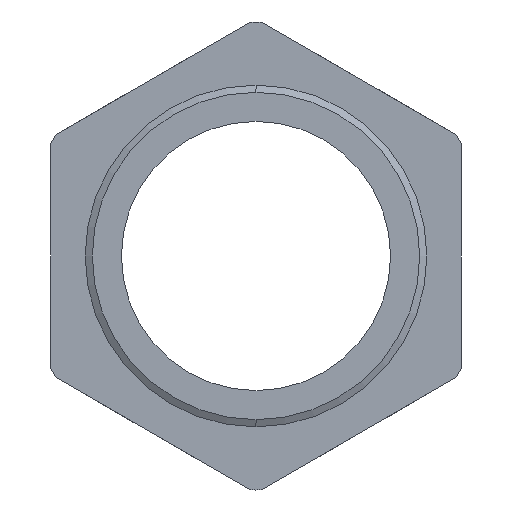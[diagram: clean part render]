
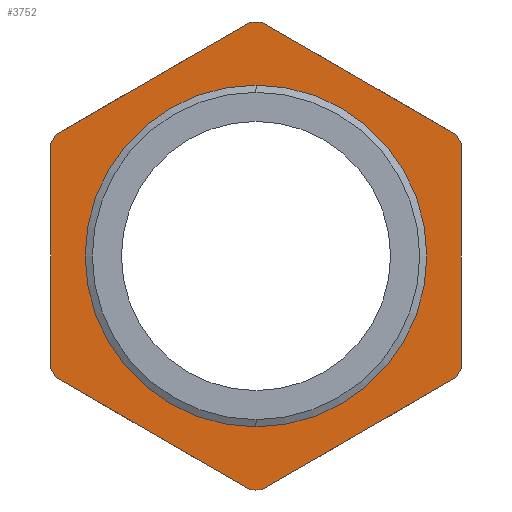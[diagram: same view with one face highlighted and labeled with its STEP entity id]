
A CAD part, front view. The second image highlights one B-rep face of the part: STEP entity #3752.
In plain terms, the highlighted planar face has unit normal (0, -1, 0).
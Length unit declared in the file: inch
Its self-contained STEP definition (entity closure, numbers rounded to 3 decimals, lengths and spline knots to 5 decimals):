
#358 = EDGE_CURVE ( 'NONE', #3432, #3609, #4309, .T. ) ;
#379 = EDGE_CURVE ( 'NONE', #4448, #3584, #4373, .T. ) ;
#406 = EDGE_CURVE ( 'NONE', #3551, #6446, #4441, .T. ) ;
#413 = EDGE_CURVE ( 'NONE', #3445, #3402, #4430, .T. ) ;
#425 = EDGE_CURVE ( 'NONE', #3571, #3372, #4452, .T. ) ;
#444 = EDGE_CURVE ( 'NONE', #3433, #3426, #4527, .T. ) ;
#841 = CARTESIAN_POINT ( 'NONE',  ( -0.01026, 0.26755, -0.45018 ) ) ;
#842 = CARTESIAN_POINT ( 'NONE',  ( 0., 0.26755, -0.4503 ) ) ;
#843 = DIRECTION ( 'NONE',  ( 0., 0., -1. ) ) ;
#844 = DIRECTION ( 'NONE',  ( 0., -1., 0. ) ) ;
#845 = CARTESIAN_POINT ( 'NONE',  ( 0., 0.26755, 0. ) ) ;
#846 = AXIS2_PLACEMENT_3D ( 'NONE', #845, #844, #843 ) ;
#847 = CIRCLE ( 'NONE', #846, 0.4503 ) ;
#911 = CARTESIAN_POINT ( 'NONE',  ( 0.395, 0.26755, 0.21621 ) ) ;
#975 = CARTESIAN_POINT ( 'NONE',  ( 0.01026, 0.26755, -0.45018 ) ) ;
#976 = CARTESIAN_POINT ( 'NONE',  ( 0.38474, 0.26755, 0.23398 ) ) ;
#977 = DIRECTION ( 'NONE',  ( 0., 0., -1. ) ) ;
#978 = DIRECTION ( 'NONE',  ( 0., -1., 0. ) ) ;
#979 = CARTESIAN_POINT ( 'NONE',  ( 0., 0.26755, 0. ) ) ;
#980 = AXIS2_PLACEMENT_3D ( 'NONE', #979, #978, #977 ) ;
#981 = CIRCLE ( 'NONE', #980, 0.4503 ) ;
#984 = CARTESIAN_POINT ( 'NONE',  ( 0.38474, 0.26755, -0.23398 ) ) ;
#1014 = CARTESIAN_POINT ( 'NONE',  ( 0.395, 0.26755, -0.21621 ) ) ;
#1017 = DIRECTION ( 'NONE',  ( 0., 0., -1. ) ) ;
#1018 = DIRECTION ( 'NONE',  ( 0., -1., 0. ) ) ;
#1019 = CARTESIAN_POINT ( 'NONE',  ( 0., 0.26755, 0. ) ) ;
#1020 = AXIS2_PLACEMENT_3D ( 'NONE', #1019, #1018, #1017 ) ;
#1021 = CIRCLE ( 'NONE', #1020, 0.4503 ) ;
#1184 = CARTESIAN_POINT ( 'NONE',  ( -0.01026, 0.26755, 0.45018 ) ) ;
#1191 = DIRECTION ( 'NONE',  ( 0., 0., -1. ) ) ;
#1192 = DIRECTION ( 'NONE',  ( 0., -1., 0. ) ) ;
#1193 = CARTESIAN_POINT ( 'NONE',  ( 0., 0.26755, 0. ) ) ;
#1194 = AXIS2_PLACEMENT_3D ( 'NONE', #1193, #1192, #1191 ) ;
#1195 = CIRCLE ( 'NONE', #1194, 0.4503 ) ;
#1196 = DIRECTION ( 'NONE',  ( 0., 0., -1. ) ) ;
#1197 = DIRECTION ( 'NONE',  ( 0., -1., 0. ) ) ;
#1198 = CARTESIAN_POINT ( 'NONE',  ( 0., 0.26755, 0. ) ) ;
#1199 = AXIS2_PLACEMENT_3D ( 'NONE', #1198, #1197, #1196 ) ;
#1204 = CIRCLE ( 'NONE', #1199, 0.4503 ) ;
#1252 = CARTESIAN_POINT ( 'NONE',  ( -0.395, 0.26755, -0.21621 ) ) ;
#1267 = CARTESIAN_POINT ( 'NONE',  ( -0.38474, 0.26755, -0.23398 ) ) ;
#1276 = CARTESIAN_POINT ( 'NONE',  ( 0.01026, 0.26755, 0.45018 ) ) ;
#1286 = DIRECTION ( 'NONE',  ( 0., 0., -1. ) ) ;
#1287 = DIRECTION ( 'NONE',  ( 0., -1., 0. ) ) ;
#1288 = CARTESIAN_POINT ( 'NONE',  ( 0., 0.26755, 0. ) ) ;
#1289 = AXIS2_PLACEMENT_3D ( 'NONE', #1288, #1287, #1286 ) ;
#1294 = CIRCLE ( 'NONE', #1289, 0.4503 ) ;
#1572 = DIRECTION ( 'NONE',  ( 0., 0., -1. ) ) ;
#1573 = DIRECTION ( 'NONE',  ( 0., -1., 0. ) ) ;
#1574 = AXIS2_PLACEMENT_3D ( 'NONE', #1576, #1573, #1572 ) ;
#1576 = CARTESIAN_POINT ( 'NONE',  ( 0.315, 0.26755, 0. ) ) ;
#1577 = PLANE ( 'NONE',  #1574 ) ;
#1579 = FACE_OUTER_BOUND ( 'NONE', #2751, .T. ) ;
#1580 = FACE_BOUND ( 'NONE', #3753, .T. ) ;
#1618 = DIRECTION ( 'NONE',  ( 0., 0., -1. ) ) ;
#1619 = DIRECTION ( 'NONE',  ( 0., -1., 0. ) ) ;
#1620 = CARTESIAN_POINT ( 'NONE',  ( 0., 0.26755, 0. ) ) ;
#1621 = AXIS2_PLACEMENT_3D ( 'NONE', #1620, #1619, #1618 ) ;
#1622 = CIRCLE ( 'NONE', #1621, 0.315 ) ;
#1707 = CARTESIAN_POINT ( 'NONE',  ( -0.395, 0.26755, 0.21621 ) ) ;
#1738 = CARTESIAN_POINT ( 'NONE',  ( -0.38474, 0.26755, 0.23398 ) ) ;
#1762 = DIRECTION ( 'NONE',  ( 0., 0., -1. ) ) ;
#1763 = DIRECTION ( 'NONE',  ( 0., -1., 0. ) ) ;
#1764 = CARTESIAN_POINT ( 'NONE',  ( 0., 0.26755, 0. ) ) ;
#1765 = AXIS2_PLACEMENT_3D ( 'NONE', #1764, #1763, #1762 ) ;
#1766 = CIRCLE ( 'NONE', #1765, 0.4503 ) ;
#2071 = DIRECTION ( 'NONE',  ( 0., 0., -1. ) ) ;
#2072 = DIRECTION ( 'NONE',  ( 0., -1., 0. ) ) ;
#2073 = CARTESIAN_POINT ( 'NONE',  ( 0., 0.26755, 0. ) ) ;
#2074 = AXIS2_PLACEMENT_3D ( 'NONE', #2073, #2072, #2071 ) ;
#2075 = CIRCLE ( 'NONE', #2074, 0.315 ) ;
#2080 = CARTESIAN_POINT ( 'NONE',  ( 0., 0.26755, -0.315 ) ) ;
#2081 = CARTESIAN_POINT ( 'NONE',  ( 0., 0.26755, 0.315 ) ) ;
#2751 = EDGE_LOOP ( 'NONE', ( #3279, #6548, #6552, #6555, #6546, #6545, #6543, #6542, #6544, #3111, #3110, #3100, #3101 ) ) ;
#3100 = ORIENTED_EDGE ( 'NONE', *, *, #3603, .T. ) ;
#3101 = ORIENTED_EDGE ( 'NONE', *, *, #444, .T. ) ;
#3110 = ORIENTED_EDGE ( 'NONE', *, *, #3369, .T. ) ;
#3111 = ORIENTED_EDGE ( 'NONE', *, *, #425, .T. ) ;
#3279 = ORIENTED_EDGE ( 'NONE', *, *, #3440, .T. ) ;
#3369 = EDGE_CURVE ( 'NONE', #3372, #3371, #847, .T. ) ;
#3371 = VERTEX_POINT ( 'NONE', #842 ) ;
#3372 = VERTEX_POINT ( 'NONE', #841 ) ;
#3402 = VERTEX_POINT ( 'NONE', #911 ) ;
#3426 = VERTEX_POINT ( 'NONE', #984 ) ;
#3430 = EDGE_CURVE ( 'NONE', #3402, #3432, #981, .T. ) ;
#3432 = VERTEX_POINT ( 'NONE', #976 ) ;
#3433 = VERTEX_POINT ( 'NONE', #975 ) ;
#3440 = EDGE_CURVE ( 'NONE', #3426, #3445, #1021, .T. ) ;
#3445 = VERTEX_POINT ( 'NONE', #1014 ) ;
#3544 = EDGE_CURVE ( 'NONE', #3584, #3571, #1204, .T. ) ;
#3545 = EDGE_CURVE ( 'NONE', #3609, #3551, #1195, .T. ) ;
#3551 = VERTEX_POINT ( 'NONE', #1184 ) ;
#3571 = VERTEX_POINT ( 'NONE', #1267 ) ;
#3584 = VERTEX_POINT ( 'NONE', #1252 ) ;
#3603 = EDGE_CURVE ( 'NONE', #3371, #3433, #1294, .T. ) ;
#3609 = VERTEX_POINT ( 'NONE', #1276 ) ;
#3742 = ORIENTED_EDGE ( 'NONE', *, *, #3765, .F. ) ;
#3752 = ADVANCED_FACE ( 'NONE', ( #1580, #1579 ), #1577, .T. ) ;
#3753 = EDGE_LOOP ( 'NONE', ( #3754, #3742 ) ) ;
#3754 = ORIENTED_EDGE ( 'NONE', *, *, #6619, .F. ) ;
#3765 = EDGE_CURVE ( 'NONE', #6613, #6614, #1622, .T. ) ;
#3907 = DIRECTION ( 'NONE',  ( 0., 0., 1. ) ) ;
#4309 = LINE ( 'NONE', #4363, #4362 ) ;
#4361 = DIRECTION ( 'NONE',  ( -0.866, 0., 0.5 ) ) ;
#4362 = VECTOR ( 'NONE', #4361, 39.37008 ) ;
#4363 = CARTESIAN_POINT ( 'NONE',  ( 0.43375, 0.26755, 0.20568 ) ) ;
#4370 = DIRECTION ( 'NONE',  ( 0., 0., -1. ) ) ;
#4371 = VECTOR ( 'NONE', #4370, 39.37008 ) ;
#4372 = CARTESIAN_POINT ( 'NONE',  ( -0.395, 0.26755, 0. ) ) ;
#4373 = LINE ( 'NONE', #4372, #4371 ) ;
#4427 = VECTOR ( 'NONE', #3907, 39.37008 ) ;
#4428 = CARTESIAN_POINT ( 'NONE',  ( 0.395, 0.26755, 0. ) ) ;
#4430 = LINE ( 'NONE', #4428, #4427 ) ;
#4432 = DIRECTION ( 'NONE',  ( -0.866, 0., -0.5 ) ) ;
#4433 = VECTOR ( 'NONE', #4432, 39.37008 ) ;
#4440 = CARTESIAN_POINT ( 'NONE',  ( 0.03875, 0.26755, 0.47848 ) ) ;
#4441 = LINE ( 'NONE', #4440, #4433 ) ;
#4448 = VERTEX_POINT ( 'NONE', #1707 ) ;
#4449 = DIRECTION ( 'NONE',  ( 0.866, 0., -0.5 ) ) ;
#4450 = VECTOR ( 'NONE', #4449, 39.37008 ) ;
#4451 = CARTESIAN_POINT ( 'NONE',  ( 0.03875, 0.26755, -0.47848 ) ) ;
#4452 = LINE ( 'NONE', #4451, #4450 ) ;
#4524 = DIRECTION ( 'NONE',  ( 0.866, 0., 0.5 ) ) ;
#4525 = VECTOR ( 'NONE', #4524, 39.37008 ) ;
#4526 = CARTESIAN_POINT ( 'NONE',  ( 0.43375, 0.26755, -0.20568 ) ) ;
#4527 = LINE ( 'NONE', #4526, #4525 ) ;
#4938 = EDGE_CURVE ( 'NONE', #6446, #4448, #1766, .T. ) ;
#6446 = VERTEX_POINT ( 'NONE', #1738 ) ;
#6542 = ORIENTED_EDGE ( 'NONE', *, *, #379, .T. ) ;
#6543 = ORIENTED_EDGE ( 'NONE', *, *, #4938, .T. ) ;
#6544 = ORIENTED_EDGE ( 'NONE', *, *, #3544, .T. ) ;
#6545 = ORIENTED_EDGE ( 'NONE', *, *, #406, .T. ) ;
#6546 = ORIENTED_EDGE ( 'NONE', *, *, #3545, .T. ) ;
#6548 = ORIENTED_EDGE ( 'NONE', *, *, #413, .T. ) ;
#6552 = ORIENTED_EDGE ( 'NONE', *, *, #3430, .T. ) ;
#6555 = ORIENTED_EDGE ( 'NONE', *, *, #358, .T. ) ;
#6613 = VERTEX_POINT ( 'NONE', #2081 ) ;
#6614 = VERTEX_POINT ( 'NONE', #2080 ) ;
#6619 = EDGE_CURVE ( 'NONE', #6614, #6613, #2075, .T. ) ;
